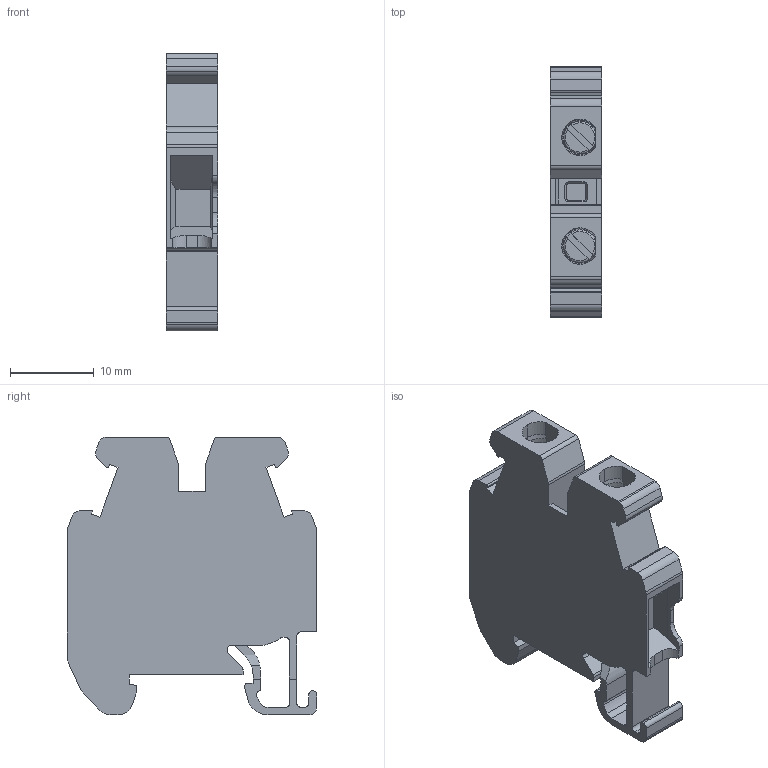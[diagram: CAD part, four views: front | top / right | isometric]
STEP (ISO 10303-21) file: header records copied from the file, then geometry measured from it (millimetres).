
FILE_DESCRIPTION(('STEP AP214'),'1');
FILE_NAME(' ',' ',('TraceParts'),('TraceParts S.A.'),'XStep 1.0',' ',' ');
FILE_SCHEMA(('automotive_design'));
Length unit declared in the file: millimetre
Products named in the file (1): MUT_4_Housing|MUT_4_Housing;MUT_4_Housing
Bounding box: 6.15 x 29.9 x 33.25 mm (x, y, z)
Volume: 3981.3 mm3; surface area: 3179.4 mm2
Topology: 1 solids, 1 shells, 219 faces, 623 edges, 408 vertices
Faces by surface type: plane 106, cylinder 78, torus 18, cone 14, bspline 3
Entity records: 8622 total; most frequent: CARTESIAN_POINT 2791, ORIENTED_EDGE 1246, DIRECTION 1223, EDGE_CURVE 623, AXIS2_PLACEMENT_3D 426, VERTEX_POINT 408, LINE 371, VECTOR 371
